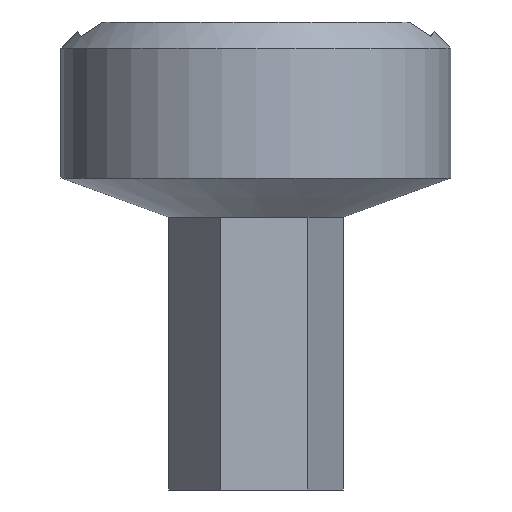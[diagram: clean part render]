
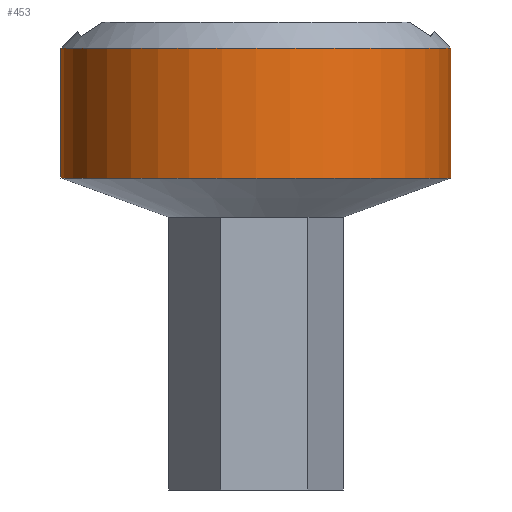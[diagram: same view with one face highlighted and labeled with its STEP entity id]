
A CAD part, front view. The second image highlights one B-rep face of the part: STEP entity #453.
In plain terms, the highlighted cylindrical face has radius 15 mm (diameter 30 mm), a partial arc.
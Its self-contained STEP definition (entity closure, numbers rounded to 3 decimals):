
#1 = DIRECTION ( 'NONE',  ( 1., 0., 0. ) ) ;
#24 = ORIENTED_EDGE ( 'NONE', *, *, #689, .T. ) ;
#124 = VECTOR ( 'NONE', #346, 1000. ) ;
#186 = DIRECTION ( 'NONE',  ( 0., 0., 1. ) ) ;
#192 = ORIENTED_EDGE ( 'NONE', *, *, #515, .F. ) ;
#215 = AXIS2_PLACEMENT_3D ( 'NONE', #314, #323, #457 ) ;
#249 = CARTESIAN_POINT ( 'NONE',  ( -39.224, -5.632, 34. ) ) ;
#276 = LINE ( 'NONE', #720, #124 ) ;
#280 = CARTESIAN_POINT ( 'NONE',  ( -39.224, -5.632, 36. ) ) ;
#285 = FACE_OUTER_BOUND ( 'NONE', #908, .T. ) ;
#287 = VERTEX_POINT ( 'NONE', #855 ) ;
#309 = CARTESIAN_POINT ( 'NONE',  ( -54.224, -5.632, 24. ) ) ;
#314 = CARTESIAN_POINT ( 'NONE',  ( -54.224, -5.632, 34. ) ) ;
#323 = DIRECTION ( 'NONE',  ( 0., 0., 1. ) ) ;
#340 = VERTEX_POINT ( 'NONE', #595 ) ;
#346 = DIRECTION ( 'NONE',  ( 0., 0., 1. ) ) ;
#362 = CYLINDRICAL_SURFACE ( 'NONE', #907, 15. ) ;
#410 = CARTESIAN_POINT ( 'NONE',  ( -39.224, -5.632, 24. ) ) ;
#453 = ADVANCED_FACE ( 'NONE', ( #285 ), #362, .T. ) ;
#457 = DIRECTION ( 'NONE',  ( 1., 0., 0. ) ) ;
#458 = CIRCLE ( 'NONE', #215, 15. ) ;
#498 = LINE ( 'NONE', #280, #509 ) ;
#509 = VECTOR ( 'NONE', #930, 1000. ) ;
#515 = EDGE_CURVE ( 'NONE', #287, #525, #458, .T. ) ;
#525 = VERTEX_POINT ( 'NONE', #249 ) ;
#529 = EDGE_CURVE ( 'NONE', #340, #625, #819, .T. ) ;
#545 = ORIENTED_EDGE ( 'NONE', *, *, #721, .F. ) ;
#554 = AXIS2_PLACEMENT_3D ( 'NONE', #309, #186, #613 ) ;
#583 = CARTESIAN_POINT ( 'NONE',  ( -54.224, -5.632, 36. ) ) ;
#595 = CARTESIAN_POINT ( 'NONE',  ( -69.224, -5.632, 24. ) ) ;
#613 = DIRECTION ( 'NONE',  ( 1., 0., 0. ) ) ;
#625 = VERTEX_POINT ( 'NONE', #410 ) ;
#689 = EDGE_CURVE ( 'NONE', #625, #525, #498, .T. ) ;
#720 = CARTESIAN_POINT ( 'NONE',  ( -69.224, -5.632, 36. ) ) ;
#721 = EDGE_CURVE ( 'NONE', #340, #287, #276, .T. ) ;
#819 = CIRCLE ( 'NONE', #554, 15. ) ;
#855 = CARTESIAN_POINT ( 'NONE',  ( -69.224, -5.632, 34. ) ) ;
#877 = DIRECTION ( 'NONE',  ( 0., 0., 1. ) ) ;
#880 = ORIENTED_EDGE ( 'NONE', *, *, #529, .T. ) ;
#907 = AXIS2_PLACEMENT_3D ( 'NONE', #583, #877, #1 ) ;
#908 = EDGE_LOOP ( 'NONE', ( #545, #880, #24, #192 ) ) ;
#930 = DIRECTION ( 'NONE',  ( 0., 0., 1. ) ) ;
